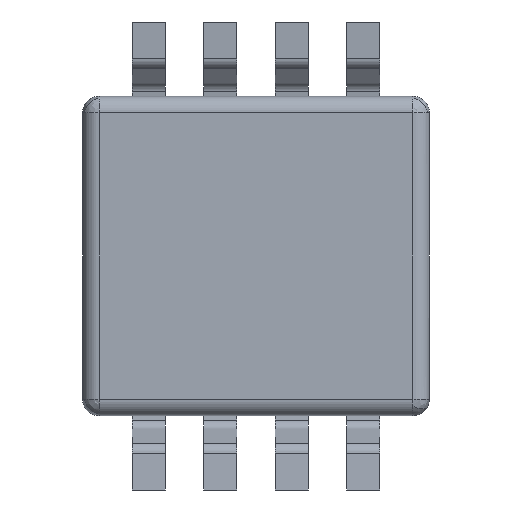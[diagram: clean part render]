
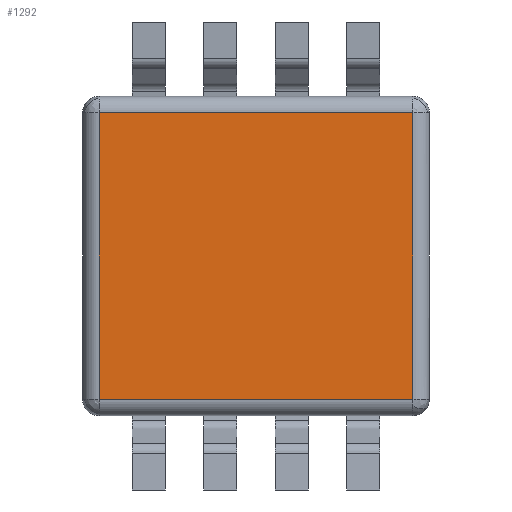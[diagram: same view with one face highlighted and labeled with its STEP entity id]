
A CAD part, front view. The second image highlights one B-rep face of the part: STEP entity #1292.
In plain terms, the highlighted planar face has unit normal (0, -1, 0).
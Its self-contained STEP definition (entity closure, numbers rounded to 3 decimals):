
#156 = VECTOR ( 'NONE', #3258, 1000. ) ;
#177 = VECTOR ( 'NONE', #6065, 1000. ) ;
#347 = DIRECTION ( 'NONE',  ( 0., 0., 1. ) ) ;
#482 = VERTEX_POINT ( 'NONE', #5581 ) ;
#774 = ORIENTED_EDGE ( 'NONE', *, *, #5290, .F. ) ;
#1292 = ADVANCED_FACE ( 'NONE', ( #5859 ), #3415, .F. ) ;
#1517 = VERTEX_POINT ( 'NONE', #4662 ) ;
#1684 = LINE ( 'NONE', #6384, #156 ) ;
#1811 = EDGE_LOOP ( 'NONE', ( #5243, #3285, #774, #4026 ) ) ;
#2015 = LINE ( 'NONE', #5315, #4626 ) ;
#2353 = DIRECTION ( 'NONE',  ( 0., 0., 1. ) ) ;
#2891 = CARTESIAN_POINT ( 'NONE',  ( -1.563, -0.625, 0.049 ) ) ;
#3144 = VERTEX_POINT ( 'NONE', #6535 ) ;
#3258 = DIRECTION ( 'NONE',  ( -1., 0., 0. ) ) ;
#3285 = ORIENTED_EDGE ( 'NONE', *, *, #5511, .F. ) ;
#3319 = CARTESIAN_POINT ( 'NONE',  ( 1.287, -0.625, -1.251 ) ) ;
#3415 = PLANE ( 'NONE',  #4551 ) ;
#3438 = DIRECTION ( 'NONE',  ( 0., 1., 0. ) ) ;
#4026 = ORIENTED_EDGE ( 'NONE', *, *, #6287, .F. ) ;
#4044 = LINE ( 'NONE', #2891, #5273 ) ;
#4309 = LINE ( 'NONE', #5018, #177 ) ;
#4551 = AXIS2_PLACEMENT_3D ( 'NONE', #6560, #3438, #347 ) ;
#4626 = VECTOR ( 'NONE', #6354, 1000. ) ;
#4662 = CARTESIAN_POINT ( 'NONE',  ( -1.563, -0.625, 1.349 ) ) ;
#5018 = CARTESIAN_POINT ( 'NONE',  ( -0.138, -0.625, 1.349 ) ) ;
#5243 = ORIENTED_EDGE ( 'NONE', *, *, #5732, .F. ) ;
#5273 = VECTOR ( 'NONE', #2353, 1000. ) ;
#5290 = EDGE_CURVE ( 'NONE', #3144, #6133, #2015, .T. ) ;
#5315 = CARTESIAN_POINT ( 'NONE',  ( 1.287, -0.625, 0.049 ) ) ;
#5511 = EDGE_CURVE ( 'NONE', #6133, #482, #1684, .T. ) ;
#5581 = CARTESIAN_POINT ( 'NONE',  ( -1.563, -0.625, -1.251 ) ) ;
#5732 = EDGE_CURVE ( 'NONE', #482, #1517, #4044, .T. ) ;
#5859 = FACE_OUTER_BOUND ( 'NONE', #1811, .T. ) ;
#6065 = DIRECTION ( 'NONE',  ( 1., 0., 0. ) ) ;
#6133 = VERTEX_POINT ( 'NONE', #3319 ) ;
#6287 = EDGE_CURVE ( 'NONE', #1517, #3144, #4309, .T. ) ;
#6354 = DIRECTION ( 'NONE',  ( 0., 0., -1. ) ) ;
#6384 = CARTESIAN_POINT ( 'NONE',  ( -0.138, -0.625, -1.251 ) ) ;
#6535 = CARTESIAN_POINT ( 'NONE',  ( 1.287, -0.625, 1.349 ) ) ;
#6560 = CARTESIAN_POINT ( 'NONE',  ( -0.138, -0.625, 0.049 ) ) ;
